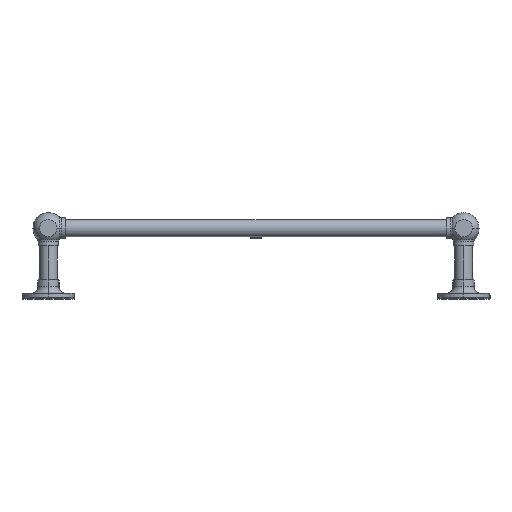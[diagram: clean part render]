
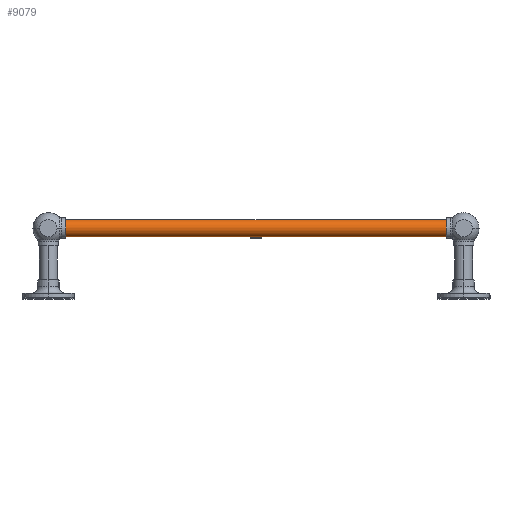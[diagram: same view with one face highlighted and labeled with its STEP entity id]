
A CAD part, front view. The second image highlights one B-rep face of the part: STEP entity #9079.
In plain terms, the highlighted cylindrical face has radius 12.5 mm (diameter 25 mm), a partial arc.
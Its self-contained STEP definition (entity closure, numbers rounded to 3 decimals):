
#631=CARTESIAN_POINT('',(275.,0.,0.));
#632=DIRECTION('',(1.,0.,0.));
#633=DIRECTION('',(0.,0.,1.));
#634=AXIS2_PLACEMENT_3D('',#631,#632,#633);
#2201=CARTESIAN_POINT('',(-275.,0.,0.));
#2202=DIRECTION('',(1.,0.,0.));
#2203=DIRECTION('',(0.,0.,1.));
#2204=AXIS2_PLACEMENT_3D('',#2201,#2202,#2203);
#2726=CARTESIAN_POINT('',(-198.,0.,-12.5));
#2843=CARTESIAN_POINT('',(-198.,0.,12.5));
#2848=DIRECTION('',(1.,0.,0.));
#2849=VECTOR('',#2848,77.);
#2850=CARTESIAN_POINT('',(-275.,0.,-12.5));
#2851=LINE('',#2850,#2849);
#2855=CARTESIAN_POINT('',(198.,0.,-12.5));
#2972=CARTESIAN_POINT('',(198.,0.,12.5));
#3099=DIRECTION('',(1.,0.,0.));
#3100=VECTOR('',#3099,396.);
#3101=CARTESIAN_POINT('',(-198.,0.,-12.5));
#3102=LINE('',#3101,#3100);
#3167=DIRECTION('',(1.,0.,0.));
#3168=VECTOR('',#3167,77.);
#3169=CARTESIAN_POINT('',(198.,0.,-12.5));
#3170=LINE('',#3169,#3168);
#4825=DIRECTION('',(1.,0.,0.));
#4826=VECTOR('',#4825,77.);
#4827=CARTESIAN_POINT('',(-275.,0.,12.5));
#4828=LINE('',#4827,#4826);
#4832=DIRECTION('',(1.,0.,0.));
#4833=VECTOR('',#4832,396.);
#4834=CARTESIAN_POINT('',(-198.,0.,12.5));
#4835=LINE('',#4834,#4833);
#4839=DIRECTION('',(1.,0.,0.));
#4840=VECTOR('',#4839,77.);
#4841=CARTESIAN_POINT('',(198.,0.,12.5));
#4842=LINE('',#4841,#4840);
#6494=CARTESIAN_POINT('',(-275.,0.,-12.5));
#6495=CARTESIAN_POINT('',(-275.,0.,12.5));
#6496=VERTEX_POINT('',#6494);
#6497=VERTEX_POINT('',#6495);
#6506=CARTESIAN_POINT('',(275.,0.,-12.5));
#6507=CARTESIAN_POINT('',(275.,0.,12.5));
#6508=VERTEX_POINT('',#6506);
#6509=VERTEX_POINT('',#6507);
#6518=VERTEX_POINT('',#2726);
#6520=VERTEX_POINT('',#2843);
#6521=VERTEX_POINT('',#2855);
#6523=VERTEX_POINT('',#2972);
#9064=CARTESIAN_POINT('',(-275.,0.,0.));
#9065=DIRECTION('',(1.,0.,0.));
#9066=DIRECTION('',(0.,0.,-1.));
#9067=AXIS2_PLACEMENT_3D('',#9064,#9065,#9066);
#9068=CYLINDRICAL_SURFACE('',#9067,12.5);
#9069=ORIENTED_EDGE('',*,*,#8788,.F.);
#9070=ORIENTED_EDGE('',*,*,#8407,.F.);
#9071=ORIENTED_EDGE('',*,*,#8785,.T.);
#9072=ORIENTED_EDGE('',*,*,#8802,.T.);
#9073=ORIENTED_EDGE('',*,*,#8823,.T.);
#9074=ORIENTED_EDGE('',*,*,#7273,.T.);
#9075=ORIENTED_EDGE('',*,*,#8820,.F.);
#9076=ORIENTED_EDGE('',*,*,#8808,.F.);
#9077=EDGE_LOOP('',(#9069,#9070,#9071,#9072,#9073,#9074,#9075,#9076));
#9078=FACE_OUTER_BOUND('',#9077,.F.);
#635=CIRCLE('',#634,12.5);
#2205=CIRCLE('',#2204,12.5);
#7273=EDGE_CURVE('',#6509,#6508,#635,.T.);
#8407=EDGE_CURVE('',#6497,#6496,#2205,.T.);
#8785=EDGE_CURVE('',#6497,#6520,#4828,.T.);
#8788=EDGE_CURVE('',#6496,#6518,#2851,.T.);
#8802=EDGE_CURVE('',#6520,#6523,#4835,.T.);
#8808=EDGE_CURVE('',#6518,#6521,#3102,.T.);
#8820=EDGE_CURVE('',#6521,#6508,#3170,.T.);
#8823=EDGE_CURVE('',#6523,#6509,#4842,.T.);
#9079=ADVANCED_FACE('',(#9078),#9068,.T.);
